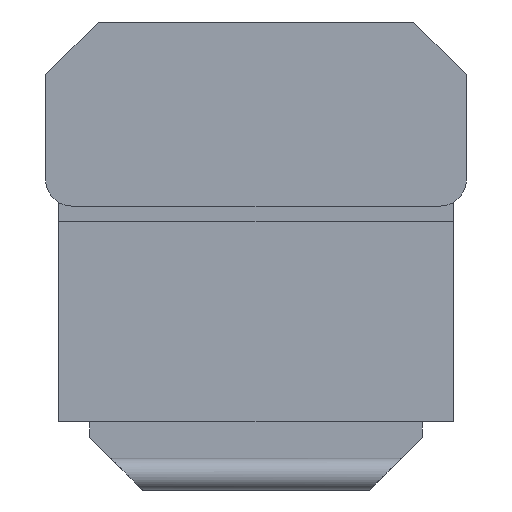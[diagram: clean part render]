
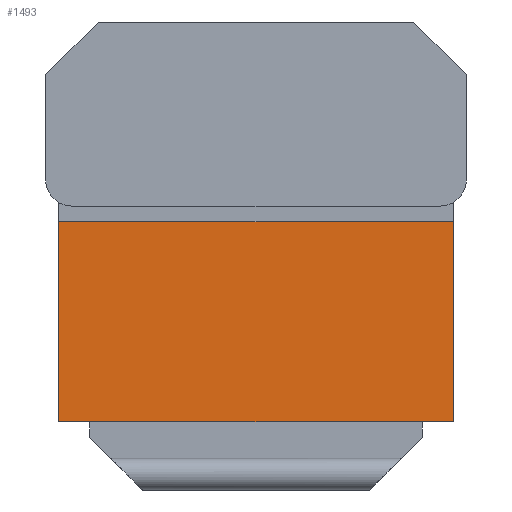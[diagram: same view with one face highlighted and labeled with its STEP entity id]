
A CAD part, left-side view. The second image highlights one B-rep face of the part: STEP entity #1493.
In plain terms, the highlighted planar face has unit normal (-1, 0, 0).
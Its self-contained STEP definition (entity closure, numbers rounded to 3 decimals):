
#145 = LINE ( 'NONE', #456, #1025 ) ;
#152 = ORIENTED_EDGE ( 'NONE', *, *, #1699, .T. ) ;
#208 = ORIENTED_EDGE ( 'NONE', *, *, #1186, .T. ) ;
#227 = CARTESIAN_POINT ( 'NONE',  ( -20., 37.5, -15. ) ) ;
#235 = CARTESIAN_POINT ( 'NONE',  ( -20., -37.5, -15. ) ) ;
#394 = ORIENTED_EDGE ( 'NONE', *, *, #1103, .T. ) ;
#422 = LINE ( 'NONE', #1446, #1917 ) ;
#456 = CARTESIAN_POINT ( 'NONE',  ( -20., 37.5, -15. ) ) ;
#642 = VECTOR ( 'NONE', #1118, 1000. ) ;
#677 = VERTEX_POINT ( 'NONE', #1275 ) ;
#689 = VECTOR ( 'NONE', #1174, 1000. ) ;
#841 = FACE_OUTER_BOUND ( 'NONE', #1130, .T. ) ;
#899 = CARTESIAN_POINT ( 'NONE',  ( -20., -37.5, -53. ) ) ;
#900 = EDGE_CURVE ( 'NONE', #677, #1559, #1521, .T. ) ;
#923 = DIRECTION ( 'NONE',  ( -1., 0., 0. ) ) ;
#1003 = LINE ( 'NONE', #1595, #642 ) ;
#1025 = VECTOR ( 'NONE', #1087, 1000. ) ;
#1087 = DIRECTION ( 'NONE',  ( 0., 1., 0. ) ) ;
#1103 = EDGE_CURVE ( 'NONE', #1310, #1307, #145, .T. ) ;
#1118 = DIRECTION ( 'NONE',  ( 0., 0., -1. ) ) ;
#1130 = EDGE_LOOP ( 'NONE', ( #208, #1533, #152, #394 ) ) ;
#1174 = DIRECTION ( 'NONE',  ( 0., -1., 0. ) ) ;
#1186 = EDGE_CURVE ( 'NONE', #1307, #677, #1003, .T. ) ;
#1237 = DIRECTION ( 'NONE',  ( 0., 0., 1. ) ) ;
#1275 = CARTESIAN_POINT ( 'NONE',  ( -20., 37.5, -53. ) ) ;
#1307 = VERTEX_POINT ( 'NONE', #227 ) ;
#1310 = VERTEX_POINT ( 'NONE', #235 ) ;
#1446 = CARTESIAN_POINT ( 'NONE',  ( -20., -37.5, -53. ) ) ;
#1487 = CARTESIAN_POINT ( 'NONE',  ( -20., 37.5, -53. ) ) ;
#1493 = ADVANCED_FACE ( 'NONE', ( #841 ), #1801, .T. ) ;
#1521 = LINE ( 'NONE', #1487, #689 ) ;
#1533 = ORIENTED_EDGE ( 'NONE', *, *, #900, .T. ) ;
#1559 = VERTEX_POINT ( 'NONE', #899 ) ;
#1595 = CARTESIAN_POINT ( 'NONE',  ( -20., 37.5, -53. ) ) ;
#1699 = EDGE_CURVE ( 'NONE', #1559, #1310, #422, .T. ) ;
#1801 = PLANE ( 'NONE',  #1879 ) ;
#1879 = AXIS2_PLACEMENT_3D ( 'NONE', #1980, #923, #1237 ) ;
#1917 = VECTOR ( 'NONE', #1928, 1000. ) ;
#1928 = DIRECTION ( 'NONE',  ( 0., 0., 1. ) ) ;
#1980 = CARTESIAN_POINT ( 'NONE',  ( -20., 37.5, -53. ) ) ;
